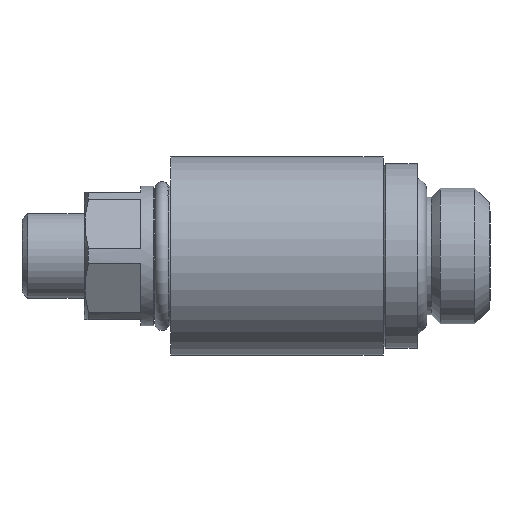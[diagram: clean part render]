
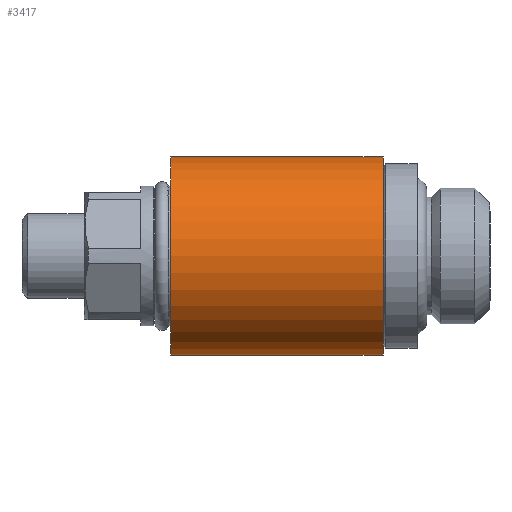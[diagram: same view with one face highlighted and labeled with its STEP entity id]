
A CAD part, left-side view. The second image highlights one B-rep face of the part: STEP entity #3417.
In plain terms, the highlighted cylindrical face has radius 7 mm (diameter 14 mm), a partial arc.
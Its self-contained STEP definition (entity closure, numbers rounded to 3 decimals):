
#41 = DIRECTION ( 'NONE',  ( 0., 1., 0. ) ) ;
#43 = CARTESIAN_POINT ( 'NONE',  ( 0., 25.766, 7. ) ) ;
#52 = LINE ( 'NONE', #43, #1289 ) ;
#430 = DIRECTION ( 'NONE',  ( 0., 1., 0. ) ) ;
#432 = FACE_OUTER_BOUND ( 'NONE', #1678, .T. ) ;
#433 = CARTESIAN_POINT ( 'NONE',  ( 0., 25.766, 0. ) ) ;
#435 = CYLINDRICAL_SURFACE ( 'NONE', #2028, 7. ) ;
#436 = DIRECTION ( 'NONE',  ( 0., 0., 1. ) ) ;
#776 = EDGE_CURVE ( 'NONE', #2356, #2209, #3150, .T. ) ;
#817 = EDGE_CURVE ( 'NONE', #2272, #2153, #52, .T. ) ;
#1155 = EDGE_CURVE ( 'NONE', #2356, #2272, #1401, .T. ) ;
#1156 = EDGE_CURVE ( 'NONE', #2153, #2209, #3253, .T. ) ;
#1289 = VECTOR ( 'NONE', #41, 1000. ) ;
#1348 = VECTOR ( 'NONE', #3148, 1000. ) ;
#1401 = CIRCLE ( 'NONE', #3252, 7. ) ;
#1678 = EDGE_LOOP ( 'NONE', ( #2306, #2275, #2333, #1876 ) ) ;
#1876 = ORIENTED_EDGE ( 'NONE', *, *, #1156, .T. ) ;
#2028 = AXIS2_PLACEMENT_3D ( 'NONE', #433, #430, #436 ) ;
#2153 = VERTEX_POINT ( 'NONE', #2661 ) ;
#2209 = VERTEX_POINT ( 'NONE', #2667 ) ;
#2272 = VERTEX_POINT ( 'NONE', #2715 ) ;
#2275 = ORIENTED_EDGE ( 'NONE', *, *, #1155, .T. ) ;
#2306 = ORIENTED_EDGE ( 'NONE', *, *, #776, .F. ) ;
#2333 = ORIENTED_EDGE ( 'NONE', *, *, #817, .T. ) ;
#2356 = VERTEX_POINT ( 'NONE', #2765 ) ;
#2542 = CARTESIAN_POINT ( 'NONE',  ( 0., 7.9, 0. ) ) ;
#2543 = DIRECTION ( 'NONE',  ( 0., 1., 0. ) ) ;
#2544 = DIRECTION ( 'NONE',  ( 0., 0., -1. ) ) ;
#2546 = CARTESIAN_POINT ( 'NONE',  ( 0., 22.9, 0. ) ) ;
#2547 = DIRECTION ( 'NONE',  ( 0., -1., 0. ) ) ;
#2548 = DIRECTION ( 'NONE',  ( 0., 0., 1. ) ) ;
#2661 = CARTESIAN_POINT ( 'NONE',  ( 0., 22.9, 7. ) ) ;
#2667 = CARTESIAN_POINT ( 'NONE',  ( 0., 22.9, -7. ) ) ;
#2715 = CARTESIAN_POINT ( 'NONE',  ( 0., 7.9, 7. ) ) ;
#2765 = CARTESIAN_POINT ( 'NONE',  ( 0., 7.9, -7. ) ) ;
#3148 = DIRECTION ( 'NONE',  ( 0., 1., 0. ) ) ;
#3149 = CARTESIAN_POINT ( 'NONE',  ( 0., 25.766, -7. ) ) ;
#3150 = LINE ( 'NONE', #3149, #1348 ) ;
#3252 = AXIS2_PLACEMENT_3D ( 'NONE', #2542, #2543, #2544 ) ;
#3253 = CIRCLE ( 'NONE', #3255, 7. ) ;
#3255 = AXIS2_PLACEMENT_3D ( 'NONE', #2546, #2547, #2548 ) ;
#3417 = ADVANCED_FACE ( 'NONE', ( #432 ), #435, .T. ) ;
